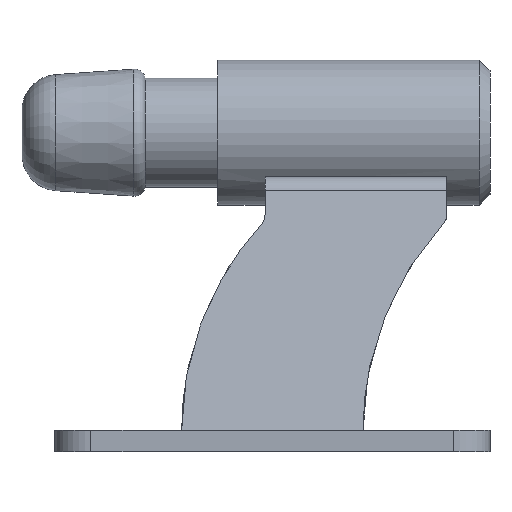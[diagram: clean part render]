
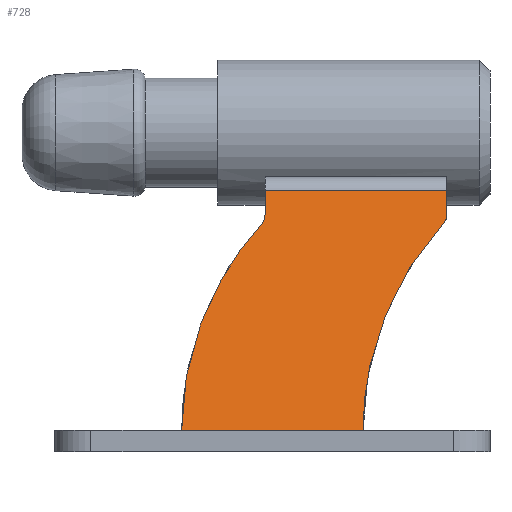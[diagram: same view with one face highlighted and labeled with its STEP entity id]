
A CAD part, front view. The second image highlights one B-rep face of the part: STEP entity #728.
In plain terms, the highlighted planar face has unit normal (0, -0.968, 0.249).
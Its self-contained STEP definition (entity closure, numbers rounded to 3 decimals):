
#1 = CARTESIAN_POINT ( 'NONE',  ( 48., -23., 72.062 ) ) ;
#30 =( BOUNDED_CURVE ( )  B_SPLINE_CURVE ( 3, ( #1255, #537, #1107, #397 ),
 .UNSPECIFIED., .F., .T. ) 
 B_SPLINE_CURVE_WITH_KNOTS ( ( 4, 4 ),
 ( 3.973, 4.712 ),
 .UNSPECIFIED. ) 
 CURVE ( )  GEOMETRIC_REPRESENTATION_ITEM ( )  RATIONAL_B_SPLINE_CURVE ( ( 1., 0.955, 0.955, 1. ) ) 
 REPRESENTATION_ITEM ( '' )  );
#60 = EDGE_CURVE ( 'NONE', #946, #718, #1206, .T. ) ;
#87 =( BOUNDED_CURVE ( )  B_SPLINE_CURVE ( 3, ( #544, #1126, #563, #992 ),
 .UNSPECIFIED., .F., .T. ) 
 B_SPLINE_CURVE_WITH_KNOTS ( ( 4, 4 ),
 ( 1.571, 2.31 ),
 .UNSPECIFIED. ) 
 CURVE ( )  GEOMETRIC_REPRESENTATION_ITEM ( )  RATIONAL_B_SPLINE_CURVE ( ( 1., 0.955, 0.955, 1. ) ) 
 REPRESENTATION_ITEM ( '' )  );
#104 = VERTEX_POINT ( 'NONE', #394 ) ;
#115 = DIRECTION ( 'NONE',  ( 1., 0., 0. ) ) ;
#145 = PLANE ( 'NONE',  #750 ) ;
#166 = DIRECTION ( 'NONE',  ( 0., -0.249, -0.968 ) ) ;
#178 = VECTOR ( 'NONE', #235, 1000. ) ;
#199 = CARTESIAN_POINT ( 'NONE',  ( -60., -40., 6. ) ) ;
#207 = CARTESIAN_POINT ( 'NONE',  ( 46.957, -25.411, 62.692 ) ) ;
#227 = DIRECTION ( 'NONE',  ( 0., -0.249, -0.968 ) ) ;
#235 = DIRECTION ( 'NONE',  ( 0., 0.249, 0.968 ) ) ;
#302 = ORIENTED_EDGE ( 'NONE', *, *, #1533, .T. ) ;
#368 = CARTESIAN_POINT ( 'NONE',  ( -2., -23., 72.062 ) ) ;
#370 = LINE ( 'NONE', #1621, #1512 ) ;
#394 = CARTESIAN_POINT ( 'NONE',  ( 25., -40., 6. ) ) ;
#397 = CARTESIAN_POINT ( 'NONE',  ( 48., -24.718, 65.386 ) ) ;
#402 = CARTESIAN_POINT ( 'NONE',  ( -2., -24.718, 65.386 ) ) ;
#431 = CARTESIAN_POINT ( 'NONE',  ( -60., -23., 72.062 ) ) ;
#436 = VECTOR ( 'NONE', #115, 1000. ) ;
#446 = VECTOR ( 'NONE', #799, 1000. ) ;
#470 = CARTESIAN_POINT ( 'NONE',  ( -25., -40., 6. ) ) ;
#492 = CARTESIAN_POINT ( 'NONE',  ( 46.957, -25.411, 62.692 ) ) ;
#537 = CARTESIAN_POINT ( 'NONE',  ( 47.636, -25.22, 63.437 ) ) ;
#543 = ORIENTED_EDGE ( 'NONE', *, *, #1573, .F. ) ;
#544 = CARTESIAN_POINT ( 'NONE',  ( -2., -24.718, 65.386 ) ) ;
#563 = CARTESIAN_POINT ( 'NONE',  ( -2.364, -25.22, 63.437 ) ) ;
#599 = CARTESIAN_POINT ( 'NONE',  ( -17.336, -29.447, 47.007 ) ) ;
#611 = VERTEX_POINT ( 'NONE', #402 ) ;
#654 = CARTESIAN_POINT ( 'NONE',  ( 32.664, -29.447, 47.007 ) ) ;
#703 = DIRECTION ( 'NONE',  ( 0., -0.968, 0.249 ) ) ;
#718 = VERTEX_POINT ( 'NONE', #1 ) ;
#728 = ADVANCED_FACE ( 'NONE', ( #1279 ), #145, .T. ) ;
#750 = AXIS2_PLACEMENT_3D ( 'NONE', #431, #703, #166 ) ;
#752 = CARTESIAN_POINT ( 'NONE',  ( -3.043, -25.411, 62.692 ) ) ;
#794 = ORIENTED_EDGE ( 'NONE', *, *, #1252, .F. ) ;
#799 = DIRECTION ( 'NONE',  ( 1., 0., 0. ) ) ;
#838 = CARTESIAN_POINT ( 'NONE',  ( 48., -24.718, 65.386 ) ) ;
#847 = EDGE_CURVE ( 'NONE', #611, #1748, #87, .T. ) ;
#875 = EDGE_CURVE ( 'NONE', #1535, #1137, #30, .T. ) ;
#911 = CARTESIAN_POINT ( 'NONE',  ( 25., -40., 6. ) ) ;
#924 = ORIENTED_EDGE ( 'NONE', *, *, #1069, .F. ) ;
#925 = LINE ( 'NONE', #199, #446 ) ;
#941 = VERTEX_POINT ( 'NONE', #1783 ) ;
#946 = VERTEX_POINT ( 'NONE', #1658 ) ;
#992 = CARTESIAN_POINT ( 'NONE',  ( -3.043, -25.411, 62.692 ) ) ;
#996 = ORIENTED_EDGE ( 'NONE', *, *, #60, .F. ) ;
#1053 = CARTESIAN_POINT ( 'NONE',  ( 25., -34.539, 27.22 ) ) ;
#1069 = EDGE_CURVE ( 'NONE', #941, #1748, #1782, .T. ) ;
#1107 = CARTESIAN_POINT ( 'NONE',  ( 48., -24.978, 64.377 ) ) ;
#1126 = CARTESIAN_POINT ( 'NONE',  ( -2., -24.978, 64.377 ) ) ;
#1137 = VERTEX_POINT ( 'NONE', #838 ) ;
#1206 = LINE ( 'NONE', #1391, #436 ) ;
#1252 = EDGE_CURVE ( 'NONE', #1535, #104, #1492, .T. ) ;
#1253 = EDGE_CURVE ( 'NONE', #611, #946, #1637, .T. ) ;
#1255 = CARTESIAN_POINT ( 'NONE',  ( 46.957, -25.411, 62.692 ) ) ;
#1263 = CARTESIAN_POINT ( 'NONE',  ( -3.043, -25.411, 62.692 ) ) ;
#1279 = FACE_OUTER_BOUND ( 'NONE', #1325, .T. ) ;
#1325 = EDGE_LOOP ( 'NONE', ( #794, #1419, #543, #996, #1669, #1794, #924, #302 ) ) ;
#1327 = CARTESIAN_POINT ( 'NONE',  ( -25., -34.539, 27.22 ) ) ;
#1391 = CARTESIAN_POINT ( 'NONE',  ( -60., -23., 72.062 ) ) ;
#1419 = ORIENTED_EDGE ( 'NONE', *, *, #875, .T. ) ;
#1492 =( BOUNDED_CURVE ( )  B_SPLINE_CURVE ( 3, ( #207, #654, #1053, #911 ),
 .UNSPECIFIED., .F., .F. ) 
 B_SPLINE_CURVE_WITH_KNOTS ( ( 4, 4 ),
 ( 0.832, 1.571 ),
 .UNSPECIFIED. ) 
 CURVE ( )  GEOMETRIC_REPRESENTATION_ITEM ( )  RATIONAL_B_SPLINE_CURVE ( ( 1., 0.955, 0.955, 1. ) ) 
 REPRESENTATION_ITEM ( '' )  );
#1512 = VECTOR ( 'NONE', #227, 1000. ) ;
#1533 = EDGE_CURVE ( 'NONE', #941, #104, #925, .T. ) ;
#1535 = VERTEX_POINT ( 'NONE', #492 ) ;
#1573 = EDGE_CURVE ( 'NONE', #718, #1137, #370, .T. ) ;
#1621 = CARTESIAN_POINT ( 'NONE',  ( 48., -23., 72.062 ) ) ;
#1637 = LINE ( 'NONE', #368, #178 ) ;
#1658 = CARTESIAN_POINT ( 'NONE',  ( -2., -23., 72.062 ) ) ;
#1669 = ORIENTED_EDGE ( 'NONE', *, *, #1253, .F. ) ;
#1748 = VERTEX_POINT ( 'NONE', #1263 ) ;
#1782 =( BOUNDED_CURVE ( )  B_SPLINE_CURVE ( 3, ( #470, #1327, #599, #752 ),
 .UNSPECIFIED., .F., .T. ) 
 B_SPLINE_CURVE_WITH_KNOTS ( ( 4, 4 ),
 ( 4.712, 5.451 ),
 .UNSPECIFIED. ) 
 CURVE ( )  GEOMETRIC_REPRESENTATION_ITEM ( )  RATIONAL_B_SPLINE_CURVE ( ( 1., 0.955, 0.955, 1. ) ) 
 REPRESENTATION_ITEM ( '' )  );
#1783 = CARTESIAN_POINT ( 'NONE',  ( -25., -40., 6. ) ) ;
#1794 = ORIENTED_EDGE ( 'NONE', *, *, #847, .T. ) ;
